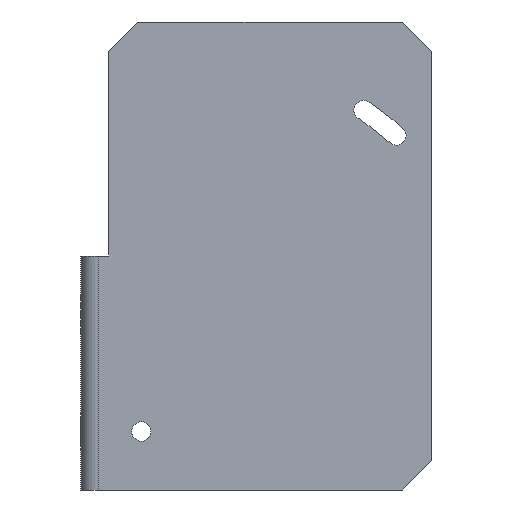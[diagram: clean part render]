
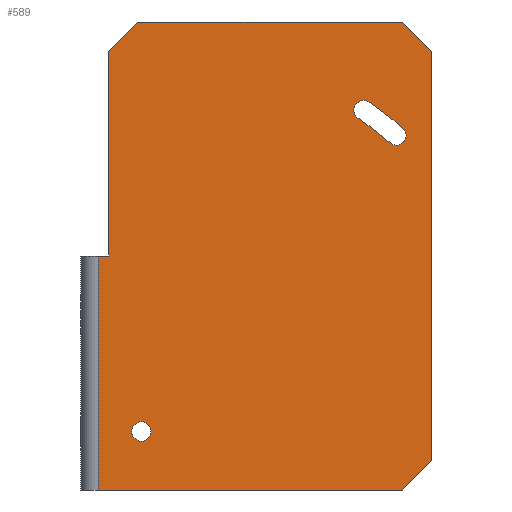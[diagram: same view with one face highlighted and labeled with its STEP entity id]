
A CAD part, front view. The second image highlights one B-rep face of the part: STEP entity #589.
In plain terms, the highlighted planar face has unit normal (0, -1, 0).
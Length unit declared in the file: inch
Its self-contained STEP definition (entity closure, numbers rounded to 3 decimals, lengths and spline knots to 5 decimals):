
#125=CARTESIAN_POINT('',(0.445,-0.075,-1.5));
#126=DIRECTION('',(0.,1.,0.));
#127=DIRECTION('',(0.,0.,-1.));
#128=AXIS2_PLACEMENT_3D('',#125,#126,#127);
#130=CARTESIAN_POINT('',(0.445,-0.075,-1.5));
#131=DIRECTION('',(0.,1.,0.));
#132=DIRECTION('',(0.,0.,1.));
#133=AXIS2_PLACEMENT_3D('',#130,#131,#132);
#135=CARTESIAN_POINT('',(2.345,-0.075,1.24693));
#136=DIRECTION('',(0.,1.,0.));
#137=DIRECTION('',(-0.569,0.,-0.822));
#138=AXIS2_PLACEMENT_3D('',#135,#136,#137);
#140=CARTESIAN_POINT('',(0.445,-0.075,-1.5));
#141=DIRECTION('',(0.,1.,0.));
#142=DIRECTION('',(0.569,0.,0.822));
#143=AXIS2_PLACEMENT_3D('',#140,#141,#142);
#145=CARTESIAN_POINT('',(2.625,-0.075,1.03045));
#146=DIRECTION('',(0.,1.,0.));
#147=DIRECTION('',(0.653,0.,0.758));
#148=AXIS2_PLACEMENT_3D('',#145,#146,#147);
#150=CARTESIAN_POINT('',(0.445,-0.075,-1.5));
#151=DIRECTION('',(0.,1.,0.));
#152=DIRECTION('',(0.569,0.,0.822));
#153=AXIS2_PLACEMENT_3D('',#150,#151,#152);
#155=DIRECTION('',(0.707,0.,0.707));
#156=VECTOR('',#155,0.35355);
#157=CARTESIAN_POINT('',(2.675,-0.075,-2.));
#158=LINE('',#157,#156);
#159=DIRECTION('',(1.,0.,0.));
#160=VECTOR('',#159,2.6);
#161=CARTESIAN_POINT('',(0.075,-0.075,-2.));
#162=LINE('',#161,#160);
#163=DIRECTION('',(-1.,0.,0.));
#164=VECTOR('',#163,0.09);
#165=CARTESIAN_POINT('',(0.165,-0.075,0.));
#166=LINE('',#165,#164);
#167=DIRECTION('',(0.,0.,-1.));
#168=VECTOR('',#167,1.75);
#169=CARTESIAN_POINT('',(0.165,-0.075,1.75));
#170=LINE('',#169,#168);
#171=DIRECTION('',(-0.707,0.,-0.707));
#172=VECTOR('',#171,0.35355);
#173=CARTESIAN_POINT('',(0.415,-0.075,2.));
#174=LINE('',#173,#172);
#175=DIRECTION('',(-1.,0.,0.));
#176=VECTOR('',#175,2.26);
#177=CARTESIAN_POINT('',(2.675,-0.075,2.));
#178=LINE('',#177,#176);
#179=DIRECTION('',(-0.707,0.,0.707));
#180=VECTOR('',#179,0.35355);
#181=CARTESIAN_POINT('',(2.925,-0.075,1.75));
#182=LINE('',#181,#180);
#183=DIRECTION('',(0.,0.,1.));
#184=VECTOR('',#183,3.5);
#185=CARTESIAN_POINT('',(2.925,-0.075,-1.75));
#186=LINE('',#185,#184);
#259=DIRECTION('',(0.,0.,-1.));
#260=VECTOR('',#259,2.);
#261=CARTESIAN_POINT('',(0.075,-0.075,0.));
#262=LINE('',#261,#260);
#329=CARTESIAN_POINT('',(0.165,-0.075,0.));
#330=CARTESIAN_POINT('',(0.075,-0.075,0.));
#331=VERTEX_POINT('',#329);
#332=VERTEX_POINT('',#330);
#334=CARTESIAN_POINT('',(0.075,-0.075,-2.));
#336=VERTEX_POINT('',#334);
#357=CARTESIAN_POINT('',(0.445,-0.075,-1.5825));
#358=CARTESIAN_POINT('',(0.445,-0.075,-1.4175));
#359=VERTEX_POINT('',#357);
#360=VERTEX_POINT('',#358);
#377=CARTESIAN_POINT('',(2.29778,-0.075,1.17866));
#378=CARTESIAN_POINT('',(2.39222,-0.075,1.31519));
#379=VERTEX_POINT('',#377);
#380=VERTEX_POINT('',#378);
#381=CARTESIAN_POINT('',(2.67917,-0.075,1.09334));
#382=VERTEX_POINT('',#381);
#383=CARTESIAN_POINT('',(2.57083,-0.075,0.96757));
#384=VERTEX_POINT('',#383);
#389=CARTESIAN_POINT('',(2.675,-0.075,-2.));
#390=VERTEX_POINT('',#389);
#391=CARTESIAN_POINT('',(2.925,-0.075,-1.75));
#392=VERTEX_POINT('',#391);
#397=CARTESIAN_POINT('',(2.925,-0.075,1.75));
#398=VERTEX_POINT('',#397);
#399=CARTESIAN_POINT('',(2.675,-0.075,2.));
#400=VERTEX_POINT('',#399);
#405=CARTESIAN_POINT('',(0.415,-0.075,2.));
#406=VERTEX_POINT('',#405);
#407=CARTESIAN_POINT('',(0.165,-0.075,1.75));
#408=VERTEX_POINT('',#407);
#550=CARTESIAN_POINT('',(0.,-0.075,-0.4752));
#551=DIRECTION('',(0.,-1.,0.));
#552=DIRECTION('',(0.,0.,-1.));
#553=AXIS2_PLACEMENT_3D('',#550,#551,#552);
#554=PLANE('',#553);
#556=ORIENTED_EDGE('',*,*,#555,.F.);
#558=ORIENTED_EDGE('',*,*,#557,.F.);
#560=ORIENTED_EDGE('',*,*,#559,.F.);
#562=ORIENTED_EDGE('',*,*,#561,.F.);
#564=ORIENTED_EDGE('',*,*,#563,.F.);
#566=ORIENTED_EDGE('',*,*,#565,.F.);
#568=ORIENTED_EDGE('',*,*,#567,.F.);
#570=ORIENTED_EDGE('',*,*,#569,.F.);
#572=ORIENTED_EDGE('',*,*,#571,.F.);
#573=EDGE_LOOP('',(#556,#558,#560,#562,#564,#566,#568,#570,#572));
#574=FACE_OUTER_BOUND('',#573,.F.);
#576=ORIENTED_EDGE('',*,*,#575,.F.);
#578=ORIENTED_EDGE('',*,*,#577,.T.);
#580=ORIENTED_EDGE('',*,*,#579,.F.);
#582=ORIENTED_EDGE('',*,*,#581,.F.);
#583=EDGE_LOOP('',(#576,#578,#580,#582));
#584=FACE_BOUND('',#583,.F.);
#585=ORIENTED_EDGE('',*,*,#530,.F.);
#586=ORIENTED_EDGE('',*,*,#544,.F.);
#587=EDGE_LOOP('',(#585,#586));
#588=FACE_BOUND('',#587,.F.);
#589=ADVANCED_FACE('',(#574,#584,#588),#554,.T.);
#129=CIRCLE('',#128,0.0825);
#134=CIRCLE('',#133,0.0825);
#139=CIRCLE('',#138,0.083);
#144=CIRCLE('',#143,3.257);
#149=CIRCLE('',#148,0.083);
#154=CIRCLE('',#153,3.423);
#530=EDGE_CURVE('',#359,#360,#129,.T.);
#544=EDGE_CURVE('',#360,#359,#134,.T.);
#555=EDGE_CURVE('',#390,#392,#158,.T.);
#557=EDGE_CURVE('',#336,#390,#162,.T.);
#559=EDGE_CURVE('',#332,#336,#262,.T.);
#561=EDGE_CURVE('',#331,#332,#166,.T.);
#563=EDGE_CURVE('',#408,#331,#170,.T.);
#565=EDGE_CURVE('',#406,#408,#174,.T.);
#567=EDGE_CURVE('',#400,#406,#178,.T.);
#569=EDGE_CURVE('',#398,#400,#182,.T.);
#571=EDGE_CURVE('',#392,#398,#186,.T.);
#575=EDGE_CURVE('',#379,#380,#139,.T.);
#577=EDGE_CURVE('',#379,#384,#144,.T.);
#579=EDGE_CURVE('',#382,#384,#149,.T.);
#581=EDGE_CURVE('',#380,#382,#154,.T.);
